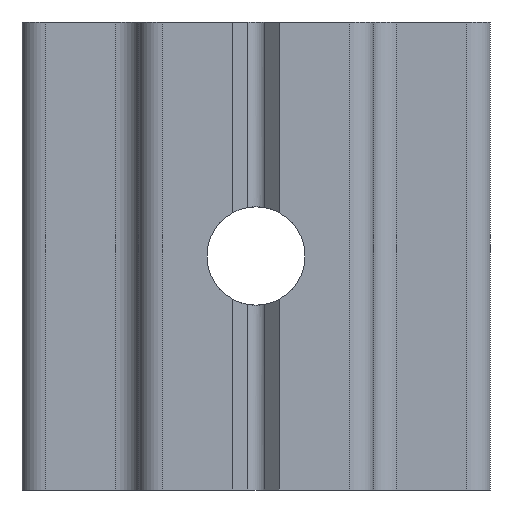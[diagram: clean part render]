
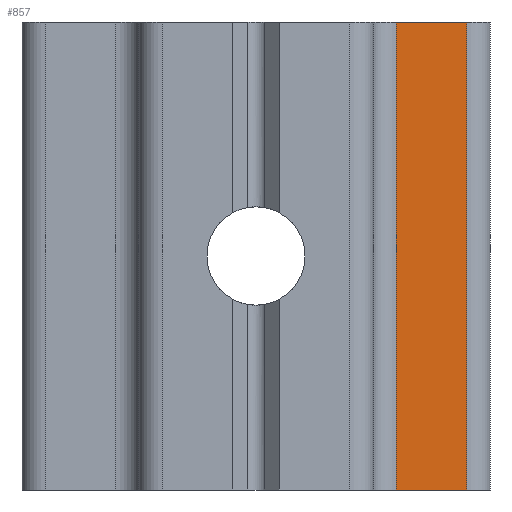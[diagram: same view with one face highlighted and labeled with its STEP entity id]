
A CAD part, front view. The second image highlights one B-rep face of the part: STEP entity #857.
In plain terms, the highlighted planar face has unit normal (0, -1, 0).
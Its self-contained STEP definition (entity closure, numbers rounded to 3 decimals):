
#12 = CARTESIAN_POINT ( 'NONE',  ( 9., 4., 10. ) ) ;
#19 = LINE ( 'NONE', #554, #285 ) ;
#26 = ORIENTED_EDGE ( 'NONE', *, *, #1093, .F. ) ;
#29 = AXIS2_PLACEMENT_3D ( 'NONE', #612, #933, #316 ) ;
#108 = CARTESIAN_POINT ( 'NONE',  ( 6., 4., -10. ) ) ;
#172 = PLANE ( 'NONE',  #29 ) ;
#210 = EDGE_LOOP ( 'NONE', ( #26, #715, #268, #773 ) ) ;
#220 = VECTOR ( 'NONE', #1090, 1000. ) ;
#223 = EDGE_CURVE ( 'NONE', #469, #1101, #234, .T. ) ;
#225 = EDGE_CURVE ( 'NONE', #633, #1021, #760, .T. ) ;
#234 = LINE ( 'NONE', #580, #294 ) ;
#244 = LINE ( 'NONE', #758, #220 ) ;
#268 = ORIENTED_EDGE ( 'NONE', *, *, #634, .T. ) ;
#285 = VECTOR ( 'NONE', #899, 1000. ) ;
#294 = VECTOR ( 'NONE', #398, 1000. ) ;
#316 = DIRECTION ( 'NONE',  ( -1., 0., 0. ) ) ;
#325 = DIRECTION ( 'NONE',  ( 0., 0., 1. ) ) ;
#398 = DIRECTION ( 'NONE',  ( 0., 0., -1. ) ) ;
#412 = FACE_OUTER_BOUND ( 'NONE', #210, .T. ) ;
#469 = VERTEX_POINT ( 'NONE', #818 ) ;
#500 = VECTOR ( 'NONE', #325, 1000. ) ;
#508 = CARTESIAN_POINT ( 'NONE',  ( 9., 4., -10. ) ) ;
#554 = CARTESIAN_POINT ( 'NONE',  ( 10., 4., -10. ) ) ;
#580 = CARTESIAN_POINT ( 'NONE',  ( 6., 4., -10. ) ) ;
#612 = CARTESIAN_POINT ( 'NONE',  ( 10., 4., -10. ) ) ;
#633 = VERTEX_POINT ( 'NONE', #832 ) ;
#634 = EDGE_CURVE ( 'NONE', #1021, #469, #244, .T. ) ;
#715 = ORIENTED_EDGE ( 'NONE', *, *, #225, .T. ) ;
#758 = CARTESIAN_POINT ( 'NONE',  ( 10., 4., 10. ) ) ;
#760 = LINE ( 'NONE', #508, #500 ) ;
#773 = ORIENTED_EDGE ( 'NONE', *, *, #223, .T. ) ;
#818 = CARTESIAN_POINT ( 'NONE',  ( 6., 4., 10. ) ) ;
#832 = CARTESIAN_POINT ( 'NONE',  ( 9., 4., -10. ) ) ;
#857 = ADVANCED_FACE ( 'NONE', ( #412 ), #172, .F. ) ;
#899 = DIRECTION ( 'NONE',  ( -1., 0., 0. ) ) ;
#933 = DIRECTION ( 'NONE',  ( 0., 1., 0. ) ) ;
#1021 = VERTEX_POINT ( 'NONE', #12 ) ;
#1090 = DIRECTION ( 'NONE',  ( -1., 0., 0. ) ) ;
#1093 = EDGE_CURVE ( 'NONE', #633, #1101, #19, .T. ) ;
#1101 = VERTEX_POINT ( 'NONE', #108 ) ;
